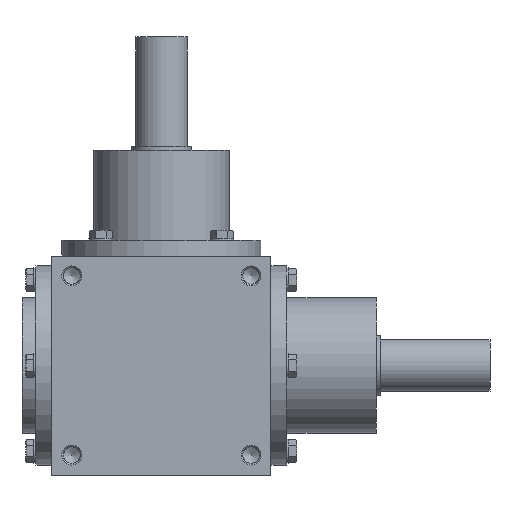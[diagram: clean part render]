
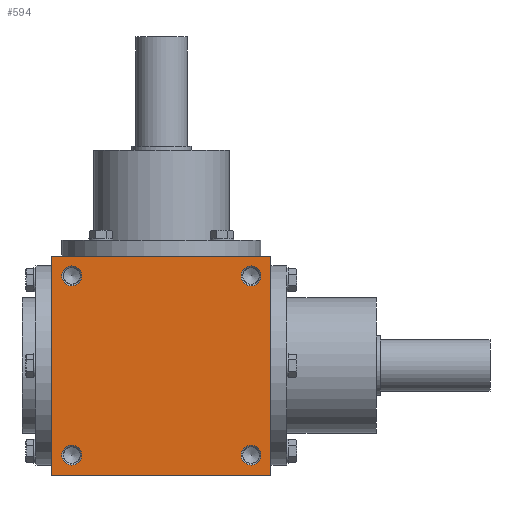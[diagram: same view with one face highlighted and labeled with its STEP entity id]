
A CAD part, front view. The second image highlights one B-rep face of the part: STEP entity #594.
In plain terms, the highlighted planar face has unit normal (0, -1, 0).
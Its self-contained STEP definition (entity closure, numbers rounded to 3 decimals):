
#594 = ADVANCED_FACE( '', ( #1219, #1220, #1221, #1222, #1223 ), #1224, .F. );
#1219 = FACE_BOUND( '', #1820, .T. );
#1220 = FACE_BOUND( '', #1821, .T. );
#1221 = FACE_BOUND( '', #1822, .T. );
#1222 = FACE_BOUND( '', #1823, .T. );
#1223 = FACE_OUTER_BOUND( '', #1824, .T. );
#1224 = PLANE( '', #1825 );
#1820 = EDGE_LOOP( '', ( #2857 ) );
#1821 = EDGE_LOOP( '', ( #2858 ) );
#1822 = EDGE_LOOP( '', ( #2859 ) );
#1823 = EDGE_LOOP( '', ( #2860 ) );
#1824 = EDGE_LOOP( '', ( #2861, #2862, #2863, #2864 ) );
#1825 = AXIS2_PLACEMENT_3D( '', #2865, #2866, #2867 );
#2857 = ORIENTED_EDGE( '', *, *, #3367, .T. );
#2858 = ORIENTED_EDGE( '', *, *, #3321, .T. );
#2859 = ORIENTED_EDGE( '', *, *, #3303, .F. );
#2860 = ORIENTED_EDGE( '', *, *, #3252, .F. );
#2861 = ORIENTED_EDGE( '', *, *, #3102, .T. );
#2862 = ORIENTED_EDGE( '', *, *, #3217, .F. );
#2863 = ORIENTED_EDGE( '', *, *, #3397, .F. );
#2864 = ORIENTED_EDGE( '', *, *, #3335, .T. );
#2865 = CARTESIAN_POINT( '', ( -55., -55., 55. ) );
#2866 = DIRECTION( '', ( 0., 1., 0. ) );
#2867 = DIRECTION( '', ( 0., 0., 1. ) );
#3102 = EDGE_CURVE( '', #3575, #3579, #3581, .T. );
#3217 = EDGE_CURVE( '', #3759, #3579, #3761, .T. );
#3252 = EDGE_CURVE( '', #3804, #3804, #3805, .T. );
#3303 = EDGE_CURVE( '', #3873, #3873, #3874, .T. );
#3321 = EDGE_CURVE( '', #3899, #3899, #3900, .T. );
#3335 = EDGE_CURVE( '', #3918, #3575, #3919, .T. );
#3367 = EDGE_CURVE( '', #3955, #3955, #3956, .T. );
#3397 = EDGE_CURVE( '', #3918, #3759, #3987, .T. );
#3575 = VERTEX_POINT( '', #4194 );
#3579 = VERTEX_POINT( '', #4200 );
#3581 = LINE( '', #4203, #4204 );
#3759 = VERTEX_POINT( '', #4404 );
#3761 = LINE( '', #4407, #4408 );
#3804 = VERTEX_POINT( '', #4517 );
#3805 = CIRCLE( '', #4518, 5. );
#3873 = VERTEX_POINT( '', #4598 );
#3874 = CIRCLE( '', #4599, 5. );
#3899 = VERTEX_POINT( '', #4624 );
#3900 = CIRCLE( '', #4625, 5. );
#3918 = VERTEX_POINT( '', #4648 );
#3919 = LINE( '', #4649, #4650 );
#3955 = VERTEX_POINT( '', #4695 );
#3956 = CIRCLE( '', #4696, 5. );
#3987 = LINE( '', #4733, #4734 );
#4194 = CARTESIAN_POINT( '', ( -55., -55., -55. ) );
#4200 = CARTESIAN_POINT( '', ( 55., -55., -55. ) );
#4203 = CARTESIAN_POINT( '', ( -55., -55., -55. ) );
#4204 = VECTOR( '', #4930, 1000. );
#4404 = CARTESIAN_POINT( '', ( 55., -55., 55. ) );
#4407 = CARTESIAN_POINT( '', ( 55., -55., 55. ) );
#4408 = VECTOR( '', #5136, 1000. );
#4517 = CARTESIAN_POINT( '', ( 45., -55., 40. ) );
#4518 = AXIS2_PLACEMENT_3D( '', #5185, #5186, #5187 );
#4598 = CARTESIAN_POINT( '', ( 45., -55., -50. ) );
#4599 = AXIS2_PLACEMENT_3D( '', #5263, #5264, #5265 );
#4624 = CARTESIAN_POINT( '', ( -45., -55., 50. ) );
#4625 = AXIS2_PLACEMENT_3D( '', #5296, #5297, #5298 );
#4648 = CARTESIAN_POINT( '', ( -55., -55., 55. ) );
#4649 = CARTESIAN_POINT( '', ( -55., -55., 55. ) );
#4650 = VECTOR( '', #5313, 1000. );
#4695 = CARTESIAN_POINT( '', ( -45., -55., -40. ) );
#4696 = AXIS2_PLACEMENT_3D( '', #5351, #5352, #5353 );
#4733 = CARTESIAN_POINT( '', ( -55., -55., 55. ) );
#4734 = VECTOR( '', #5382, 1000. );
#4930 = DIRECTION( '', ( 1., 0., 0. ) );
#5136 = DIRECTION( '', ( 0., 0., -1. ) );
#5185 = CARTESIAN_POINT( '', ( 45., -55., 45. ) );
#5186 = DIRECTION( '', ( 0., -1., 0. ) );
#5187 = DIRECTION( '', ( 0., 0., -1. ) );
#5263 = CARTESIAN_POINT( '', ( 45., -55., -45. ) );
#5264 = DIRECTION( '', ( 0., -1., 0. ) );
#5265 = DIRECTION( '', ( 0., 0., -1. ) );
#5296 = CARTESIAN_POINT( '', ( -45., -55., 45. ) );
#5297 = DIRECTION( '', ( 0., 1., 0. ) );
#5298 = DIRECTION( '', ( 0., 0., 1. ) );
#5313 = DIRECTION( '', ( 0., 0., -1. ) );
#5351 = CARTESIAN_POINT( '', ( -45., -55., -45. ) );
#5352 = DIRECTION( '', ( 0., 1., 0. ) );
#5353 = DIRECTION( '', ( 0., 0., 1. ) );
#5382 = DIRECTION( '', ( 1., 0., 0. ) );
